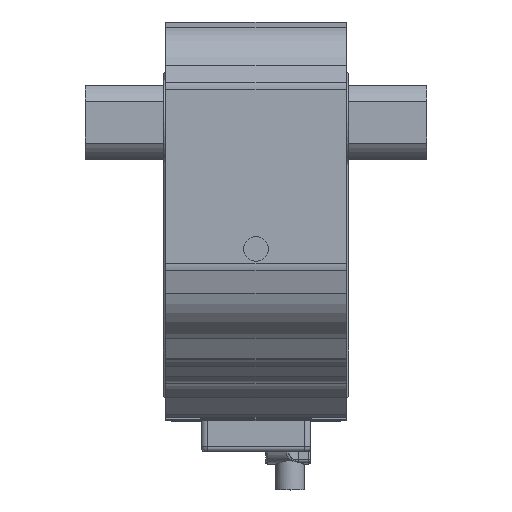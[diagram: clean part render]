
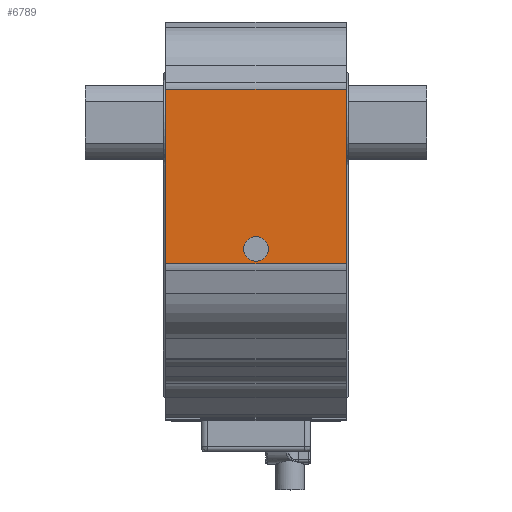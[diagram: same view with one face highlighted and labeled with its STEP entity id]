
A CAD part, top view. The second image highlights one B-rep face of the part: STEP entity #6789.
In plain terms, the highlighted planar face has unit normal (0, 0, 1).
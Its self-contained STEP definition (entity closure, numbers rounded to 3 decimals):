
#222=FACE_BOUND('',#1495,.T.);
#223=FACE_BOUND('',#1496,.T.);
#282=CIRCLE('',#6986,5.);
#1495=EDGE_LOOP('',(#5599));
#1496=EDGE_LOOP('',(#5600,#5601,#5602,#5603));
#1956=LINE('',#10790,#2537);
#2018=LINE('',#10979,#2599);
#2077=LINE('',#11114,#2658);
#2078=LINE('',#11116,#2659);
#2537=VECTOR('',#8724,71.597);
#2599=VECTOR('',#8906,71.597);
#2658=VECTOR('',#9057,74.);
#2659=VECTOR('',#9060,74.);
#2888=VERTEX_POINT('',#9920);
#3182=VERTEX_POINT('',#10787);
#3183=VERTEX_POINT('',#10789);
#3249=VERTEX_POINT('',#10976);
#3250=VERTEX_POINT('',#10978);
#3542=EDGE_CURVE('',#2888,#2888,#282,.T.);
#3936=EDGE_CURVE('',#3182,#3183,#1956,.T.);
#4029=EDGE_CURVE('',#3249,#3250,#2018,.T.);
#4097=EDGE_CURVE('',#3183,#3249,#2077,.T.);
#4098=EDGE_CURVE('',#3182,#3250,#2078,.T.);
#5599=ORIENTED_EDGE('',*,*,#3542,.T.);
#5600=ORIENTED_EDGE('',*,*,#4097,.F.);
#5601=ORIENTED_EDGE('',*,*,#3936,.F.);
#5602=ORIENTED_EDGE('',*,*,#4098,.T.);
#5603=ORIENTED_EDGE('',*,*,#4029,.F.);
#6442=PLANE('',#7435);
#6789=ADVANCED_FACE('',(#222,#223),#6442,.T.);
#6986=AXIS2_PLACEMENT_3D('',#9921,#7813,#7814);
#7435=AXIS2_PLACEMENT_3D('',#11115,#9058,#9059);
#7813=DIRECTION('center_axis',(0.,0.,-1.));
#7814=DIRECTION('ref_axis',(-1.,0.,0.));
#8724=DIRECTION('',(0.,-1.,0.));
#8906=DIRECTION('',(0.,1.,0.));
#9057=DIRECTION('',(-1.,0.,0.));
#9058=DIRECTION('center_axis',(0.,0.,1.));
#9059=DIRECTION('ref_axis',(0.,-1.,0.));
#9060=DIRECTION('',(-1.,0.,0.));
#9920=CARTESIAN_POINT('',(5.,-52.,84.));
#9921=CARTESIAN_POINT('Origin',(0.,-52.,84.));
#10787=CARTESIAN_POINT('',(37.,13.482,84.));
#10789=CARTESIAN_POINT('',(37.,-58.116,84.));
#10790=CARTESIAN_POINT('',(37.,-58.116,84.));
#10976=CARTESIAN_POINT('',(-37.,-58.116,84.));
#10978=CARTESIAN_POINT('',(-37.,13.482,84.));
#10979=CARTESIAN_POINT('',(-37.,-58.116,84.));
#11114=CARTESIAN_POINT('',(0.,-58.116,84.));
#11115=CARTESIAN_POINT('Origin',(0.,13.482,84.));
#11116=CARTESIAN_POINT('',(0.,13.482,84.));
